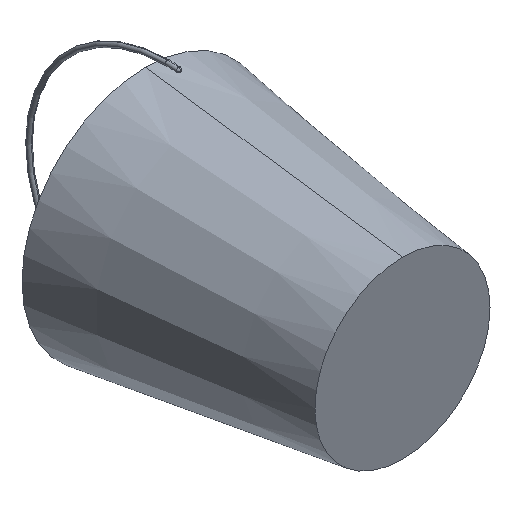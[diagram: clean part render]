
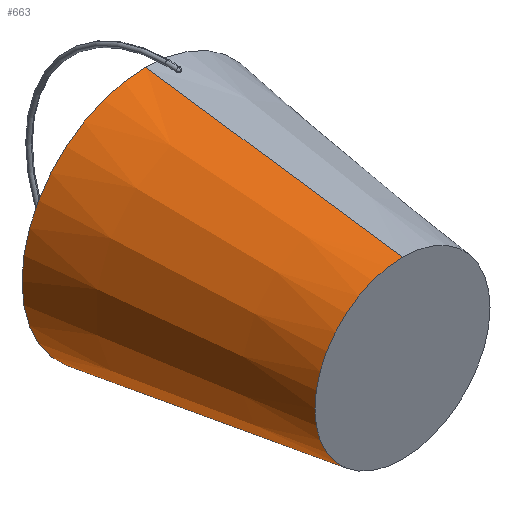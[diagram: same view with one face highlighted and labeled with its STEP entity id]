
A CAD part, isometric view. The second image highlights one B-rep face of the part: STEP entity #663.
In plain terms, the highlighted conical face has half-angle 8.021 degrees and reference radius 37.5 mm.
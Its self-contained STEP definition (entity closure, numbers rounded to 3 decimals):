
#4 = VERTEX_POINT ( 'NONE', #732 ) ;
#23 = FACE_OUTER_BOUND ( 'NONE', #486, .T. ) ;
#26 = DIRECTION ( 'NONE',  ( 0., 0.99, -0.14 ) ) ;
#50 = CARTESIAN_POINT ( 'NONE',  ( 0., 0., -37.5 ) ) ;
#82 = ORIENTED_EDGE ( 'NONE', *, *, #538, .T. ) ;
#91 = DIRECTION ( 'NONE',  ( 0., 0.99, 0.14 ) ) ;
#130 = AXIS2_PLACEMENT_3D ( 'NONE', #277, #219, #706 ) ;
#134 = VECTOR ( 'NONE', #91, 1000. ) ;
#146 = CONICAL_SURFACE ( 'NONE', #130, 37.5, 0.14 ) ;
#184 = CIRCLE ( 'NONE', #559, 53. ) ;
#208 = EDGE_CURVE ( 'NONE', #681, #212, #710, .T. ) ;
#212 = VERTEX_POINT ( 'NONE', #50 ) ;
#219 = DIRECTION ( 'NONE',  ( 0., 1., 0. ) ) ;
#222 = VERTEX_POINT ( 'NONE', #788 ) ;
#275 = CARTESIAN_POINT ( 'NONE',  ( 0., 110., 0. ) ) ;
#277 = CARTESIAN_POINT ( 'NONE',  ( 0., 0., 0. ) ) ;
#308 = CARTESIAN_POINT ( 'NONE',  ( 0., 0., 0. ) ) ;
#320 = LINE ( 'NONE', #475, #134 ) ;
#324 = AXIS2_PLACEMENT_3D ( 'NONE', #308, #736, #374 ) ;
#331 = ORIENTED_EDGE ( 'NONE', *, *, #208, .F. ) ;
#334 = DIRECTION ( 'NONE',  ( 0., 0., -1. ) ) ;
#374 = DIRECTION ( 'NONE',  ( 0., 0., -1. ) ) ;
#431 = ORIENTED_EDGE ( 'NONE', *, *, #707, .T. ) ;
#462 = CARTESIAN_POINT ( 'NONE',  ( 0., 0., -37.5 ) ) ;
#471 = VECTOR ( 'NONE', #26, 1000. ) ;
#475 = CARTESIAN_POINT ( 'NONE',  ( 0., 0., 37.5 ) ) ;
#486 = EDGE_LOOP ( 'NONE', ( #526, #331, #431, #82 ) ) ;
#526 = ORIENTED_EDGE ( 'NONE', *, *, #621, .F. ) ;
#538 = EDGE_CURVE ( 'NONE', #222, #4, #184, .T. ) ;
#559 = AXIS2_PLACEMENT_3D ( 'NONE', #275, #696, #334 ) ;
#567 = LINE ( 'NONE', #462, #471 ) ;
#621 = EDGE_CURVE ( 'NONE', #212, #4, #567, .T. ) ;
#663 = ADVANCED_FACE ( 'NONE', ( #23 ), #146, .T. ) ;
#681 = VERTEX_POINT ( 'NONE', #766 ) ;
#696 = DIRECTION ( 'NONE',  ( 0., -1., 0. ) ) ;
#706 = DIRECTION ( 'NONE',  ( 0., 0., 1. ) ) ;
#707 = EDGE_CURVE ( 'NONE', #681, #222, #320, .T. ) ;
#710 = CIRCLE ( 'NONE', #324, 37.5 ) ;
#732 = CARTESIAN_POINT ( 'NONE',  ( 0., 110., -53. ) ) ;
#736 = DIRECTION ( 'NONE',  ( 0., -1., 0. ) ) ;
#766 = CARTESIAN_POINT ( 'NONE',  ( 0., 0., 37.5 ) ) ;
#788 = CARTESIAN_POINT ( 'NONE',  ( 0., 110., 53. ) ) ;
